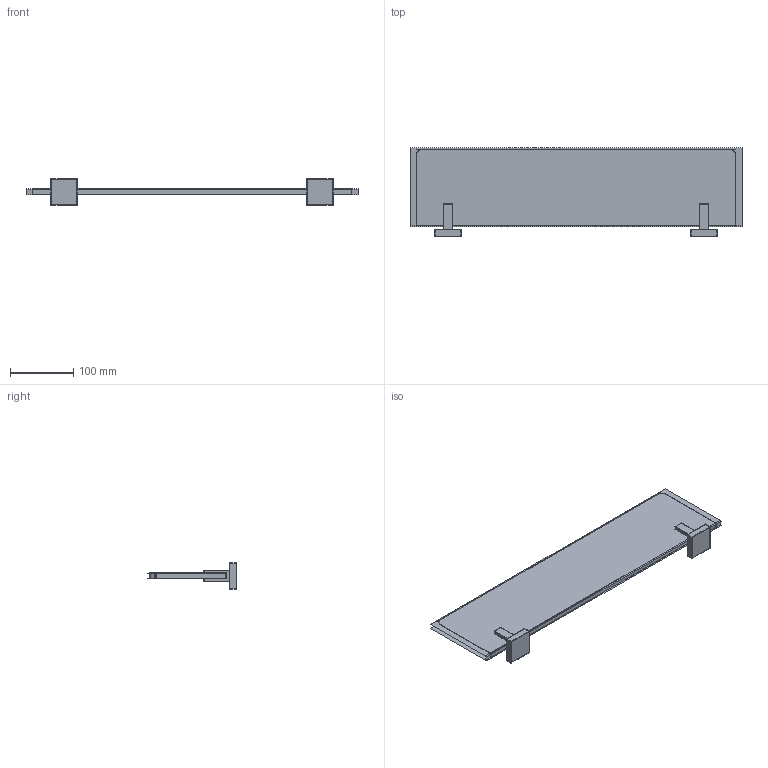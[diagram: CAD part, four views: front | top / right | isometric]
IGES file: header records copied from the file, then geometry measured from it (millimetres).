
Start section:  PTC IGES file: 7011044_asm.igs
Global section: file name: 7011044_asm.igs; native system: Creo Parametric by PTC Inc.; preprocessor: 2018020; author: 25393; organization: Unknown; date: 20191206.000329; units: millimetre
Bounding box: 523.12 x 139.6 x 41.6 mm (x, y, z)
Surface area: 308674 mm2 (no closed solid volume)
Topology: 0 solids, 0 shells, 80 faces, 974 edges, 1248 vertices
Faces by surface type: bspline 76, revolution 4
